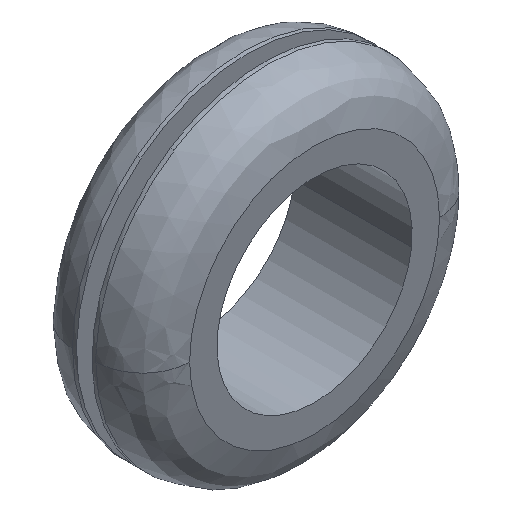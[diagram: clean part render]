
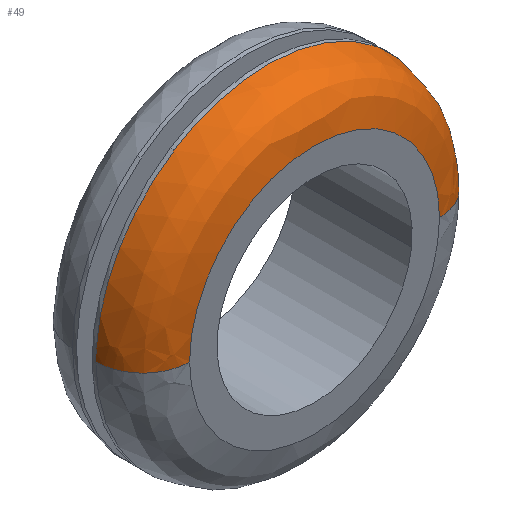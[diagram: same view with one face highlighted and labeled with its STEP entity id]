
A CAD part, isometric view. The second image highlights one B-rep face of the part: STEP entity #49.
In plain terms, the highlighted free-form (B-spline) face has degree [2, 2] with [5, 5] control points.
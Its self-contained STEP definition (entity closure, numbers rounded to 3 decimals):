
#49=ADVANCED_FACE('',(#151),#150,.T.);
#150=( BOUNDED_SURFACE() B_SPLINE_SURFACE( 2,2,((#290,#291,#292,#293,#294),(#295,#296,#297,#298,#299),(#300,#301,#302,#303,#304),(#305,#306,#307,#308,#309),(#310,#311,#312,#313,#314)), .UNSPECIFIED.,.F.,.F.,.F.) B_SPLINE_SURFACE_WITH_KNOTS((3,2,3),(3,2,3),(0.,0.5,1.),(0.,0.5,1.), .UNSPECIFIED. ) GEOMETRIC_REPRESENTATION_ITEM() RATIONAL_B_SPLINE_SURFACE(((1.,0.707,1.,0.707,1.),(0.707,0.5,0.707,0.5,0.707),(1.,0.707,1.,0.707,1.),(0.707,0.5,0.707,0.5,0.707),(1.,0.707,1.,0.707,1.))) REPRESENTATION_ITEM('') SURFACE() );
#151=FACE_OUTER_BOUND('',#315,.T.);
#290=CARTESIAN_POINT('',(22.,6.,0.));
#291=CARTESIAN_POINT('',(22.,0.,0.));
#292=CARTESIAN_POINT('',(16.,0.,0.));
#293=CARTESIAN_POINT('',(10.,0.,0.));
#294=CARTESIAN_POINT('',(10.,6.,0.));
#295=CARTESIAN_POINT('',(22.,6.,22.));
#296=CARTESIAN_POINT('',(22.,0.,22.));
#297=CARTESIAN_POINT('',(16.,0.,16.));
#298=CARTESIAN_POINT('',(10.,0.,10.));
#299=CARTESIAN_POINT('',(10.,6.,10.));
#300=CARTESIAN_POINT('',(0.,6.,22.));
#301=CARTESIAN_POINT('',(0.,0.,22.));
#302=CARTESIAN_POINT('',(0.,0.,16.));
#303=CARTESIAN_POINT('',(0.,0.,10.));
#304=CARTESIAN_POINT('',(0.,6.,10.));
#305=CARTESIAN_POINT('',(-22.,6.,22.));
#306=CARTESIAN_POINT('',(-22.,0.,22.));
#307=CARTESIAN_POINT('',(-16.,0.,16.));
#308=CARTESIAN_POINT('',(-10.,0.,10.));
#309=CARTESIAN_POINT('',(-10.,6.,10.));
#310=CARTESIAN_POINT('',(-22.,6.,0.));
#311=CARTESIAN_POINT('',(-22.,0.,0.));
#312=CARTESIAN_POINT('',(-16.,0.,0.));
#313=CARTESIAN_POINT('',(-10.,0.,0.));
#314=CARTESIAN_POINT('',(-10.,6.,0.));
#315=EDGE_LOOP('',(#444,#445,#446,#447,#448,#449,#450,#451));
#444=ORIENTED_EDGE('',*,*,#518,.T.);
#445=ORIENTED_EDGE('',*,*,#517,.T.);
#446=ORIENTED_EDGE('',*,*,#525,.T.);
#447=ORIENTED_EDGE('',*,*,#524,.T.);
#448=ORIENTED_EDGE('',*,*,#526,.T.);
#449=ORIENTED_EDGE('',*,*,#508,.F.);
#450=ORIENTED_EDGE('',*,*,#510,.F.);
#451=ORIENTED_EDGE('',*,*,#527,.F.);
#508=EDGE_CURVE('',#667,#668,#669,.T.);
#510=EDGE_CURVE('',#675,#667,#682,.T.);
#517=EDGE_CURVE('',#728,#721,#729,.T.);
#518=EDGE_CURVE('',#735,#728,#736,.T.);
#524=EDGE_CURVE('',#776,#769,#777,.T.);
#525=EDGE_CURVE('',#721,#776,#783,.T.);
#526=EDGE_CURVE('',#769,#668,#789,.T.);
#527=EDGE_CURVE('',#735,#675,#795,.T.);
#667=VERTEX_POINT('',#976);
#668=VERTEX_POINT('',#977);
#669=CIRCLE('',#981,16.);
#675=VERTEX_POINT('',#982);
#682=CIRCLE('',#990,16.);
#721=VERTEX_POINT('',#1010);
#728=VERTEX_POINT('',#1013);
#729=CIRCLE('',#1017,22.);
#735=VERTEX_POINT('',#1018);
#736=CIRCLE('',#1022,22.);
#769=VERTEX_POINT('',#1040);
#776=VERTEX_POINT('',#1045);
#777=CIRCLE('',#1049,22.);
#783=CIRCLE('',#1053,22.);
#789=(BOUNDED_CURVE() B_SPLINE_CURVE(2,(#1054,#1055,#1056),.UNSPECIFIED.,.F.,.F.) B_SPLINE_CURVE_WITH_KNOTS((3,3),(0.,0.5),.UNSPECIFIED.) CURVE() GEOMETRIC_REPRESENTATION_ITEM() RATIONAL_B_SPLINE_CURVE((1.,0.707,1.)) REPRESENTATION_ITEM('') );
#795=(BOUNDED_CURVE() B_SPLINE_CURVE(3,(#1057,#1058,#1059,#1060,#1061),.UNSPECIFIED.,.F.,.F.) B_SPLINE_CURVE_WITH_KNOTS((4,1,4),(0.,0.25,0.5),.UNSPECIFIED.) CURVE() GEOMETRIC_REPRESENTATION_ITEM() RATIONAL_B_SPLINE_CURVE((1.,1.,1.,1.,1.)) REPRESENTATION_ITEM('') );
#976=CARTESIAN_POINT('',(0.,0.,16.));
#977=CARTESIAN_POINT('',(-16.,0.,0.));
#978=CARTESIAN_POINT('',(0.,0.,0.));
#979=DIRECTION('',(0.,-1.,0.));
#980=DIRECTION('',(0.,0.,1.));
#981=AXIS2_PLACEMENT_3D('',#978,#979,#980);
#982=CARTESIAN_POINT('',(16.,0.,-0.002));
#987=CARTESIAN_POINT('',(0.,0.,0.));
#988=DIRECTION('',(0.,-1.,0.));
#989=DIRECTION('',(0.,0.,1.));
#990=AXIS2_PLACEMENT_3D('',#987,#988,#989);
#1010=CARTESIAN_POINT('',(-11.94,6.,18.478));
#1013=CARTESIAN_POINT('',(0.,6.,22.));
#1014=CARTESIAN_POINT('',(0.,6.,0.));
#1015=DIRECTION('',(0.,-1.,0.));
#1016=DIRECTION('',(0.,0.,-1.));
#1017=AXIS2_PLACEMENT_3D('',#1014,#1015,#1016);
#1018=CARTESIAN_POINT('',(22.,6.,0.));
#1019=CARTESIAN_POINT('',(0.,6.,0.));
#1020=DIRECTION('',(0.,-1.,0.));
#1021=DIRECTION('',(-1.,0.,0.013));
#1022=AXIS2_PLACEMENT_3D('',#1019,#1020,#1021);
#1040=CARTESIAN_POINT('',(-22.,6.,0.));
#1045=CARTESIAN_POINT('',(-21.946,6.,1.534));
#1046=CARTESIAN_POINT('',(0.,6.,0.));
#1047=DIRECTION('',(0.,-1.,0.));
#1048=DIRECTION('',(0.998,0.,-0.07));
#1049=AXIS2_PLACEMENT_3D('',#1046,#1047,#1048);
#1050=CARTESIAN_POINT('',(0.,6.,0.));
#1051=DIRECTION('',(0.,-1.,0.));
#1052=DIRECTION('',(0.,0.,-1.));
#1053=AXIS2_PLACEMENT_3D('',#1050,#1051,#1052);
#1054=CARTESIAN_POINT('',(-22.,6.,0.));
#1055=CARTESIAN_POINT('',(-22.,0.,0.));
#1056=CARTESIAN_POINT('',(-16.,0.,0.));
#1057=CARTESIAN_POINT('',(22.,6.,0.));
#1058=CARTESIAN_POINT('',(22.015,4.436,0.));
#1059=CARTESIAN_POINT('',(20.696,1.304,0.));
#1060=CARTESIAN_POINT('',(17.564,-0.015,0.));
#1061=CARTESIAN_POINT('',(16.,0.,0.));
